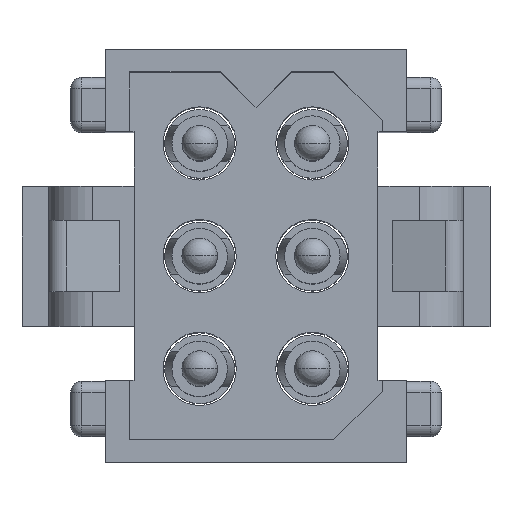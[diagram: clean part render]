
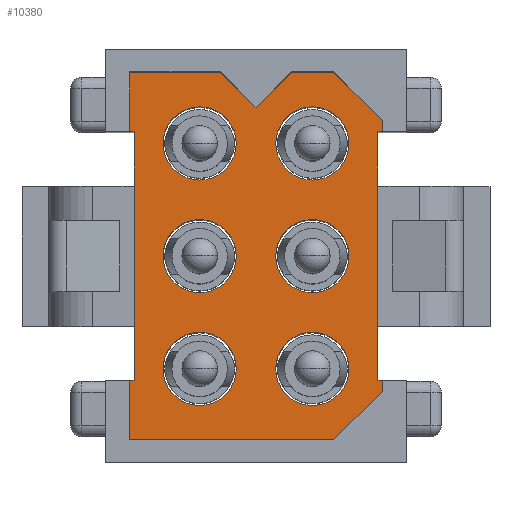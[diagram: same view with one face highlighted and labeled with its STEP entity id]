
A CAD part, top view. The second image highlights one B-rep face of the part: STEP entity #10380.
In plain terms, the highlighted planar face has unit normal (0, 0, 1).
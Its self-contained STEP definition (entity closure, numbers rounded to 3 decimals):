
#9200=CARTESIAN_POINT('',(2.54,-6.73,25.2));
#9201=VERTEX_POINT('',#9200);
#9210=CARTESIAN_POINT('',(2.54,-3.43,25.2));
#9211=VERTEX_POINT('',#9210);
#9212=CARTESIAN_POINT('',(2.54,-5.08,25.2));
#9213=DIRECTION('',(0.0,0.0,-1.0));
#9214=DIRECTION('',(0.0,-1.0,0.0));
#9215=AXIS2_PLACEMENT_3D('',#9212,#9213,#9214);
#9216=CIRCLE('',#9215,1.65);
#9217=EDGE_CURVE('',#9211,#9201,#9216,.T.);
#9242=CARTESIAN_POINT('',(-2.54,-6.73,25.2));
#9243=VERTEX_POINT('',#9242);
#9252=CARTESIAN_POINT('',(-2.54,-3.43,25.2));
#9253=VERTEX_POINT('',#9252);
#9254=CARTESIAN_POINT('',(-2.54,-5.08,25.2));
#9255=DIRECTION('',(0.0,0.0,-1.0));
#9256=DIRECTION('',(0.0,-1.0,0.0));
#9257=AXIS2_PLACEMENT_3D('',#9254,#9255,#9256);
#9258=CIRCLE('',#9257,1.65);
#9259=EDGE_CURVE('',#9253,#9243,#9258,.T.);
#9284=CARTESIAN_POINT('',(-2.54,-1.65,25.2));
#9285=VERTEX_POINT('',#9284);
#9294=CARTESIAN_POINT('',(-2.54,1.65,25.2));
#9295=VERTEX_POINT('',#9294);
#9296=CARTESIAN_POINT('',(-2.54,0.0,25.2));
#9297=DIRECTION('',(0.0,0.0,-1.0));
#9298=DIRECTION('',(0.0,-1.0,0.0));
#9299=AXIS2_PLACEMENT_3D('',#9296,#9297,#9298);
#9300=CIRCLE('',#9299,1.65);
#9301=EDGE_CURVE('',#9295,#9285,#9300,.T.);
#9326=CARTESIAN_POINT('',(2.54,-1.65,25.2));
#9327=VERTEX_POINT('',#9326);
#9336=CARTESIAN_POINT('',(2.54,1.65,25.2));
#9337=VERTEX_POINT('',#9336);
#9338=CARTESIAN_POINT('',(2.54,0.0,25.2));
#9339=DIRECTION('',(0.0,0.0,-1.0));
#9340=DIRECTION('',(0.0,-1.0,0.0));
#9341=AXIS2_PLACEMENT_3D('',#9338,#9339,#9340);
#9342=CIRCLE('',#9341,1.65);
#9343=EDGE_CURVE('',#9337,#9327,#9342,.T.);
#9368=CARTESIAN_POINT('',(2.54,3.43,25.2));
#9369=VERTEX_POINT('',#9368);
#9378=CARTESIAN_POINT('',(2.54,6.73,25.2));
#9379=VERTEX_POINT('',#9378);
#9380=CARTESIAN_POINT('',(2.54,5.08,25.2));
#9381=DIRECTION('',(0.0,0.0,-1.0));
#9382=DIRECTION('',(0.0,-1.0,0.0));
#9383=AXIS2_PLACEMENT_3D('',#9380,#9381,#9382);
#9384=CIRCLE('',#9383,1.65);
#9385=EDGE_CURVE('',#9379,#9369,#9384,.T.);
#9410=CARTESIAN_POINT('',(-2.54,3.43,25.2));
#9411=VERTEX_POINT('',#9410);
#9420=CARTESIAN_POINT('',(-2.54,6.73,25.2));
#9421=VERTEX_POINT('',#9420);
#9422=CARTESIAN_POINT('',(-2.54,5.08,25.2));
#9423=DIRECTION('',(0.0,0.0,-1.0));
#9424=DIRECTION('',(0.0,-1.0,0.0));
#9425=AXIS2_PLACEMENT_3D('',#9422,#9423,#9424);
#9426=CIRCLE('',#9425,1.65);
#9427=EDGE_CURVE('',#9421,#9411,#9426,.T.);
#9971=CARTESIAN_POINT('',(-2.54,5.08,25.2));
#9972=DIRECTION('',(0.0,0.0,-1.0));
#9973=DIRECTION('',(0.0,-1.0,0.0));
#9974=AXIS2_PLACEMENT_3D('',#9971,#9972,#9973);
#9975=CIRCLE('',#9974,1.65);
#9976=EDGE_CURVE('',#9411,#9421,#9975,.T.);
#9989=CARTESIAN_POINT('',(2.54,5.08,25.2));
#9990=DIRECTION('',(0.0,0.0,-1.0));
#9991=DIRECTION('',(0.0,-1.0,0.0));
#9992=AXIS2_PLACEMENT_3D('',#9989,#9990,#9991);
#9993=CIRCLE('',#9992,1.65);
#9994=EDGE_CURVE('',#9369,#9379,#9993,.T.);
#10007=CARTESIAN_POINT('',(2.54,0.0,25.2));
#10008=DIRECTION('',(0.0,0.0,-1.0));
#10009=DIRECTION('',(0.0,-1.0,0.0));
#10010=AXIS2_PLACEMENT_3D('',#10007,#10008,#10009);
#10011=CIRCLE('',#10010,1.65);
#10012=EDGE_CURVE('',#9327,#9337,#10011,.T.);
#10025=CARTESIAN_POINT('',(-2.54,0.0,25.2));
#10026=DIRECTION('',(0.0,0.0,-1.0));
#10027=DIRECTION('',(0.0,-1.0,0.0));
#10028=AXIS2_PLACEMENT_3D('',#10025,#10026,#10027);
#10029=CIRCLE('',#10028,1.65);
#10030=EDGE_CURVE('',#9285,#9295,#10029,.T.);
#10043=CARTESIAN_POINT('',(-2.54,-5.08,25.2));
#10044=DIRECTION('',(0.0,0.0,-1.0));
#10045=DIRECTION('',(0.0,-1.0,0.0));
#10046=AXIS2_PLACEMENT_3D('',#10043,#10044,#10045);
#10047=CIRCLE('',#10046,1.65);
#10048=EDGE_CURVE('',#9243,#9253,#10047,.T.);
#10061=CARTESIAN_POINT('',(2.54,-5.08,25.2));
#10062=DIRECTION('',(0.0,0.0,-1.0));
#10063=DIRECTION('',(0.0,-1.0,0.0));
#10064=AXIS2_PLACEMENT_3D('',#10061,#10062,#10063);
#10065=CIRCLE('',#10064,1.65);
#10066=EDGE_CURVE('',#9201,#9211,#10065,.T.);
#10076=CARTESIAN_POINT('',(6.8,-5.6,25.2));
#10077=VERTEX_POINT('',#10076);
#10078=CARTESIAN_POINT('',(5.5,-5.6,25.2));
#10079=VERTEX_POINT('',#10078);
#10080=CARTESIAN_POINT('',(6.8,-5.6,25.2));
#10081=DIRECTION('',(-1.0,0.0,0.0));
#10082=VECTOR('',#10081,1.3);
#10083=LINE('',#10080,#10082);
#10084=EDGE_CURVE('',#10077,#10079,#10083,.T.);
#10116=CARTESIAN_POINT('',(5.5,5.6,25.2));
#10117=VERTEX_POINT('',#10116);
#10118=CARTESIAN_POINT('',(5.5,-5.6,25.2));
#10119=DIRECTION('',(0.0,1.0,0.0));
#10120=VECTOR('',#10119,11.2);
#10121=LINE('',#10118,#10120);
#10122=EDGE_CURVE('',#10079,#10117,#10121,.T.);
#10147=CARTESIAN_POINT('',(6.8,5.6,25.2));
#10148=VERTEX_POINT('',#10147);
#10149=CARTESIAN_POINT('',(5.5,5.6,25.2));
#10150=DIRECTION('',(1.0,0.0,0.0));
#10151=VECTOR('',#10150,1.3);
#10152=LINE('',#10149,#10151);
#10153=EDGE_CURVE('',#10117,#10148,#10152,.T.);
#10178=CARTESIAN_POINT('',(-5.5,-5.6,25.2));
#10179=VERTEX_POINT('',#10178);
#10180=CARTESIAN_POINT('',(-6.8,-5.6,25.2));
#10181=VERTEX_POINT('',#10180);
#10182=CARTESIAN_POINT('',(-5.5,-5.6,25.2));
#10183=DIRECTION('',(-1.0,0.0,0.0));
#10184=VECTOR('',#10183,1.3);
#10185=LINE('',#10182,#10184);
#10186=EDGE_CURVE('',#10179,#10181,#10185,.T.);
#10218=CARTESIAN_POINT('',(-6.8,5.6,25.2));
#10219=VERTEX_POINT('',#10218);
#10220=CARTESIAN_POINT('',(-5.5,5.6,25.2));
#10221=VERTEX_POINT('',#10220);
#10222=CARTESIAN_POINT('',(-6.8,5.6,25.2));
#10223=DIRECTION('',(1.0,0.0,0.0));
#10224=VECTOR('',#10223,1.3);
#10225=LINE('',#10222,#10224);
#10226=EDGE_CURVE('',#10219,#10221,#10225,.T.);
#10258=CARTESIAN_POINT('',(-5.5,5.6,25.2));
#10259=DIRECTION('',(0.0,-1.0,0.0));
#10260=VECTOR('',#10259,11.2);
#10261=LINE('',#10258,#10260);
#10262=EDGE_CURVE('',#10221,#10179,#10261,.T.);
#10289=CARTESIAN_POINT('',(6.8,8.3,25.2));
#10290=VERTEX_POINT('',#10289);
#10297=CARTESIAN_POINT('',(6.8,8.3,25.2));
#10298=DIRECTION('',(0.0,-1.0,0.0));
#10299=VECTOR('',#10298,2.7);
#10300=LINE('',#10297,#10299);
#10301=EDGE_CURVE('',#10290,#10148,#10300,.T.);
#10306=CARTESIAN_POINT('',(0.,0.0,25.2));
#10307=DIRECTION('',(0.0,0.0,1.0));
#10308=DIRECTION('',(0.0,1.0,0.0));
#10309=AXIS2_PLACEMENT_3D('',#10306,#10307,#10308);
#10310=PLANE('',#10309);
#10311=ORIENTED_EDGE('',*,*,#10084,.T.);
#10312=ORIENTED_EDGE('',*,*,#10122,.T.);
#10313=ORIENTED_EDGE('',*,*,#10153,.T.);
#10314=ORIENTED_EDGE('',*,*,#10301,.F.);
#10315=CARTESIAN_POINT('',(-6.8,8.3,25.2));
#10316=VERTEX_POINT('',#10315);
#10317=CARTESIAN_POINT('',(-6.8,8.3,25.2));
#10318=DIRECTION('',(1.0,0.0,0.0));
#10319=VECTOR('',#10318,13.6);
#10320=LINE('',#10317,#10319);
#10321=EDGE_CURVE('',#10316,#10290,#10320,.T.);
#10322=ORIENTED_EDGE('',*,*,#10321,.F.);
#10323=CARTESIAN_POINT('',(-6.8,5.6,25.2));
#10324=DIRECTION('',(0.0,1.0,0.0));
#10325=VECTOR('',#10324,2.7);
#10326=LINE('',#10323,#10325);
#10327=EDGE_CURVE('',#10219,#10316,#10326,.T.);
#10328=ORIENTED_EDGE('',*,*,#10327,.F.);
#10329=ORIENTED_EDGE('',*,*,#10226,.T.);
#10330=ORIENTED_EDGE('',*,*,#10262,.T.);
#10331=ORIENTED_EDGE('',*,*,#10186,.T.);
#10332=CARTESIAN_POINT('',(-6.8,-8.3,25.2));
#10333=VERTEX_POINT('',#10332);
#10334=CARTESIAN_POINT('',(-6.8,-8.3,25.2));
#10335=DIRECTION('',(0.0,1.0,0.0));
#10336=VECTOR('',#10335,2.7);
#10337=LINE('',#10334,#10336);
#10338=EDGE_CURVE('',#10333,#10181,#10337,.T.);
#10339=ORIENTED_EDGE('',*,*,#10338,.F.);
#10340=CARTESIAN_POINT('',(6.8,-8.3,25.2));
#10341=VERTEX_POINT('',#10340);
#10342=CARTESIAN_POINT('',(6.8,-8.3,25.2));
#10343=DIRECTION('',(-1.0,0.0,0.0));
#10344=VECTOR('',#10343,13.6);
#10345=LINE('',#10342,#10344);
#10346=EDGE_CURVE('',#10341,#10333,#10345,.T.);
#10347=ORIENTED_EDGE('',*,*,#10346,.F.);
#10348=CARTESIAN_POINT('',(6.8,-5.6,25.2));
#10349=DIRECTION('',(0.0,-1.0,0.0));
#10350=VECTOR('',#10349,2.7);
#10351=LINE('',#10348,#10350);
#10352=EDGE_CURVE('',#10077,#10341,#10351,.T.);
#10353=ORIENTED_EDGE('',*,*,#10352,.F.);
#10354=EDGE_LOOP('',(#10311,#10312,#10313,#10314,#10322,#10328,#10329,#10330,#10331,#10339,#10347,#10353));
#10355=FACE_OUTER_BOUND('',#10354,.T.);
#10356=ORIENTED_EDGE('',*,*,#9976,.T.);
#10357=ORIENTED_EDGE('',*,*,#9427,.T.);
#10358=EDGE_LOOP('',(#10356,#10357));
#10359=FACE_BOUND('',#10358,.T.);
#10360=ORIENTED_EDGE('',*,*,#9994,.T.);
#10361=ORIENTED_EDGE('',*,*,#9385,.T.);
#10362=EDGE_LOOP('',(#10360,#10361));
#10363=FACE_BOUND('',#10362,.T.);
#10364=ORIENTED_EDGE('',*,*,#10012,.T.);
#10365=ORIENTED_EDGE('',*,*,#9343,.T.);
#10366=EDGE_LOOP('',(#10364,#10365));
#10367=FACE_BOUND('',#10366,.T.);
#10368=ORIENTED_EDGE('',*,*,#10030,.T.);
#10369=ORIENTED_EDGE('',*,*,#9301,.T.);
#10370=EDGE_LOOP('',(#10368,#10369));
#10371=FACE_BOUND('',#10370,.T.);
#10372=ORIENTED_EDGE('',*,*,#10048,.T.);
#10373=ORIENTED_EDGE('',*,*,#9259,.T.);
#10374=EDGE_LOOP('',(#10372,#10373));
#10375=FACE_BOUND('',#10374,.T.);
#10376=ORIENTED_EDGE('',*,*,#10066,.T.);
#10377=ORIENTED_EDGE('',*,*,#9217,.T.);
#10378=EDGE_LOOP('',(#10376,#10377));
#10379=FACE_BOUND('',#10378,.T.);
#10380=ADVANCED_FACE('',(#10355,#10359,#10363,#10367,#10371,#10375,#10379),#10310,.T.);
